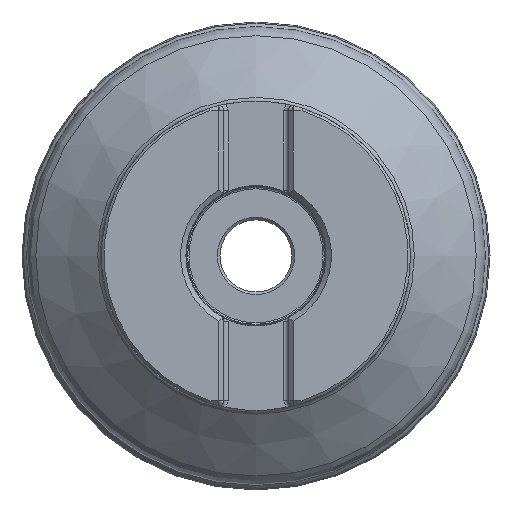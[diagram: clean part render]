
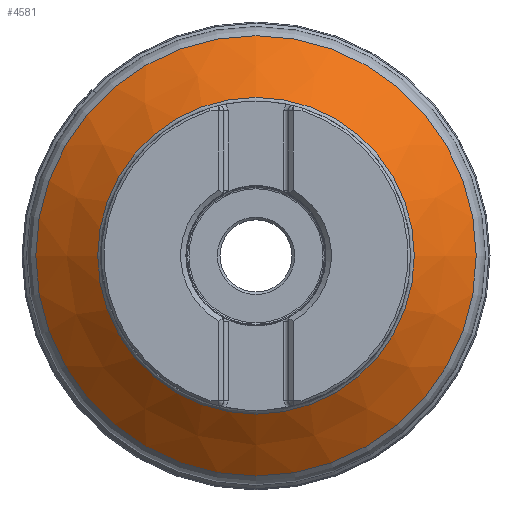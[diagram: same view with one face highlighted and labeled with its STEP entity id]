
A CAD part, top view. The second image highlights one B-rep face of the part: STEP entity #4581.
In plain terms, the highlighted conical face has half-angle 50 degrees and reference radius 30 mm.
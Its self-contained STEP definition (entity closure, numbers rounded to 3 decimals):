
#4503=CONICAL_SURFACE('',#27060,30.,50.);
#4581=ADVANCED_FACE('',(#8486,#8487),#4503,.T.);
#8486=FACE_BOUND('',#8745,.T.);
#8487=FACE_BOUND('',#8746,.T.);
#8745=EDGE_LOOP('',(#10669));
#8746=EDGE_LOOP('',(#10670));
#10669=ORIENTED_EDGE('',*,*,#20878,.T.);
#10670=ORIENTED_EDGE('',*,*,#20877,.T.);
#18521=VERTEX_POINT('',#35459);
#18522=VERTEX_POINT('',#35462);
#20877=EDGE_CURVE('',#18521,#18521,#24812,.T.);
#20878=EDGE_CURVE('',#18522,#18522,#24813,.T.);
#24812=CIRCLE('',#27057,42.714);
#24813=CIRCLE('',#27059,30.714);
#27057=AXIS2_PLACEMENT_3D('',#35458,#29563,#29564);
#27059=AXIS2_PLACEMENT_3D('',#35461,#29567,#29568);
#27060=AXIS2_PLACEMENT_3D('',#35463,#29569,#29570);
#29563=DIRECTION('',(0.,0.,1.));
#29564=DIRECTION('',(1.,0.,0.));
#29567=DIRECTION('',(0.,0.,-1.));
#29568=DIRECTION('',(-1.,0.,0.));
#29569=DIRECTION('',(0.,0.,-1.));
#29570=DIRECTION('',(-1.,0.,0.));
#35458=CARTESIAN_POINT('',(0.,0.,-23.668));
#35459=CARTESIAN_POINT('',(42.714,0.,-23.668));
#35461=CARTESIAN_POINT('',(0.,0.,-13.599));
#35462=CARTESIAN_POINT('',(-30.714,0.,-13.599));
#35463=CARTESIAN_POINT('',(0.,0.,-13.));
